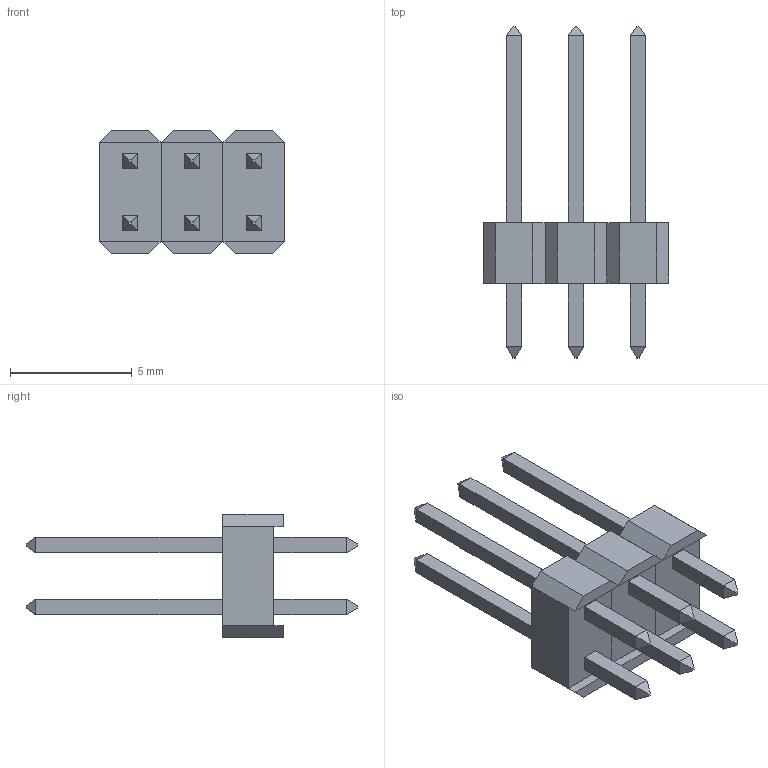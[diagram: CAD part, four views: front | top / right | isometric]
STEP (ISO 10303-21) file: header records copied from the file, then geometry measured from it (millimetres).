
FILE_DESCRIPTION (( 'STEP AP214' ), '1' );
FILE_NAME ('PRPC003DFAN-RC.STEP', '2018-01-23T14:41:36', ( '' ), ( '' ), 'SwSTEP 2.0', 'SolidWorks 2014', '' );
FILE_SCHEMA (( 'AUTOMOTIVE_DESIGN' ));
Length unit declared in the file: millimetre
Products named in the file (2): Dual TH with end bump format; PRPC003DFAN-RC
Assembly tree (3 placements, depth 2):
  PRPC003DFAN-RC
    Dual TH with end bump format  x3
Bounding box: 7.62 x 13.61 x 5.08 mm (x, y, z)
Volume: 107.6 mm3; surface area: 354 mm2
Topology: 15 solids, 15 shells, 162 faces, 336 edges, 204 vertices
Faces by surface type: plane 162
Entity records: 1494 total; most frequent: CARTESIAN_POINT 240, DIRECTION 232, ORIENTED_EDGE 224, VECTOR 112, LINE 112, EDGE_CURVE 112, VERTEX_POINT 68, AXIS2_PLACEMENT_3D 60
